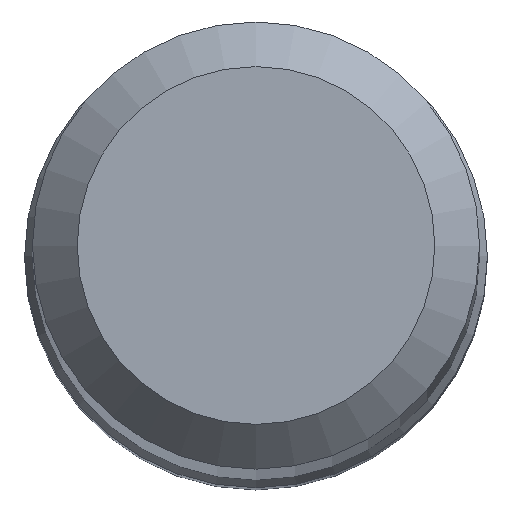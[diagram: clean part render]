
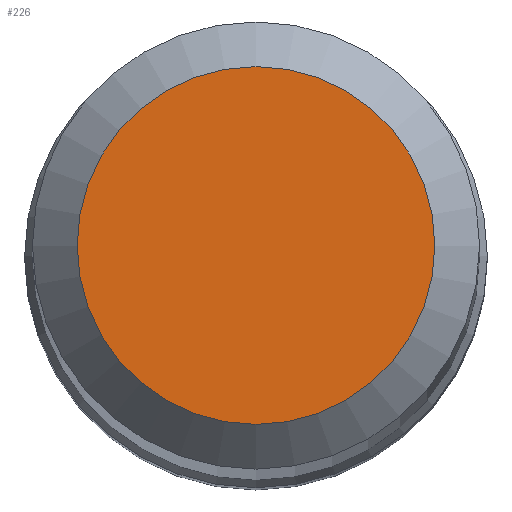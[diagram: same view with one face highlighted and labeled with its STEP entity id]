
A CAD part, top view. The second image highlights one B-rep face of the part: STEP entity #226.
In plain terms, the highlighted planar face has unit normal (0, 0, 1).
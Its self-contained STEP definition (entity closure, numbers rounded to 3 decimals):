
#9 = AXIS2_PLACEMENT_3D ( 'NONE', #96, #192, #98 ) ;
#37 = FACE_OUTER_BOUND ( 'NONE', #51, .T. ) ;
#51 = EDGE_LOOP ( 'NONE', ( #72 ) ) ;
#72 = ORIENTED_EDGE ( 'NONE', *, *, #148, .F. ) ;
#77 = DIRECTION ( 'NONE',  ( 0., 0., 1. ) ) ;
#96 = CARTESIAN_POINT ( 'NONE',  ( 0., 0., 101. ) ) ;
#97 = CIRCLE ( 'NONE', #9, 2.4 ) ;
#98 = DIRECTION ( 'NONE',  ( 0., 1., 0. ) ) ;
#102 = VERTEX_POINT ( 'NONE', #227 ) ;
#148 = EDGE_CURVE ( 'NONE', #102, #102, #97, .T. ) ;
#157 = CARTESIAN_POINT ( 'NONE',  ( 0., 0., 101. ) ) ;
#192 = DIRECTION ( 'NONE',  ( 0., 0., -1. ) ) ;
#204 = AXIS2_PLACEMENT_3D ( 'NONE', #157, #77, #224 ) ;
#224 = DIRECTION ( 'NONE',  ( 0., -1., 0. ) ) ;
#226 = ADVANCED_FACE ( 'NONE', ( #37 ), #243, .T. ) ;
#227 = CARTESIAN_POINT ( 'NONE',  ( 0., 2.4, 101. ) ) ;
#243 = PLANE ( 'NONE',  #204 ) ;
